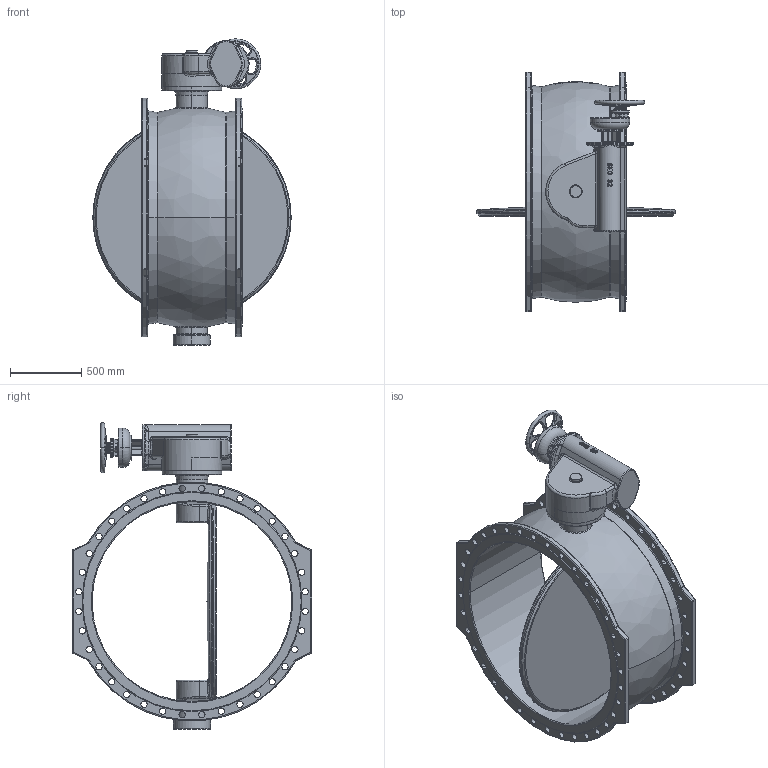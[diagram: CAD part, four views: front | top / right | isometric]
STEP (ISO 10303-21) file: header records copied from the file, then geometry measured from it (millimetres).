
FILE_DESCRIPTION((''),'2;1');
FILE_NAME('0D231492_ASM','2014-12-16T',('aspaegele'),(''),'PRO/ENGINEER BY PARAMETRIC TECHNOLOGY CORPORATION, 2010040','PRO/ENGINEER BY PARAMETRIC TECHNOLOGY CORPORATION, 2010040','');
FILE_SCHEMA(('AUTOMOTIVE_DESIGN_CC2 { 1 2 10303 214 -1 1 5 2 }'));
Products named in the file (8): IV25_4_1_FUER_RZ_SKEL; F0D231484; M0D231484; NET_SKG_32; NET_ANTRFLANSCH_SKG_32_F14_F_IV; NET_IV_HR; 350_22_NABENLOCH; 0D231492_ASM
Assembly tree (7 placements, depth 2):
  0D231492_ASM
    IV25_4_1_FUER_RZ_SKEL
    F0D231484
    M0D231484
    NET_SKG_32
    NET_ANTRFLANSCH_SKG_32_F14_F_IV
    NET_IV_HR
    350_22_NABENLOCH
Bounding box: 1390 x 1675 x 2145.5 mm (x, y, z)
Volume: 405160963.9 mm3; surface area: 14809454.3 mm2
Topology: 6 solids, 6 shells, 1422 faces, 3649 edges, 2276 vertices
Faces by surface type: plane 659, cylinder 395, torus 184, bspline 116, sphere 50, cone 18
Entity records: 62728 total; most frequent: CARTESIAN_POINT 16353, ORIENTED_EDGE 7294, DIRECTION 6964, EDGE_CURVE 3647, PRESENTATION_STYLE_ASSIGNMENT 3636, STYLED_ITEM 3592, CURVE_STYLE 3541, AXIS2_PLACEMENT_3D 2643
